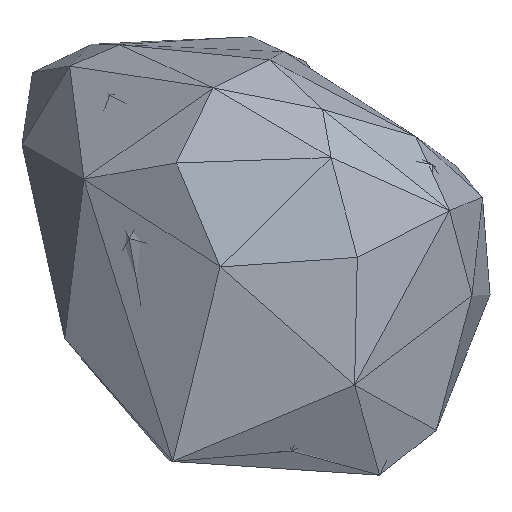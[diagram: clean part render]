
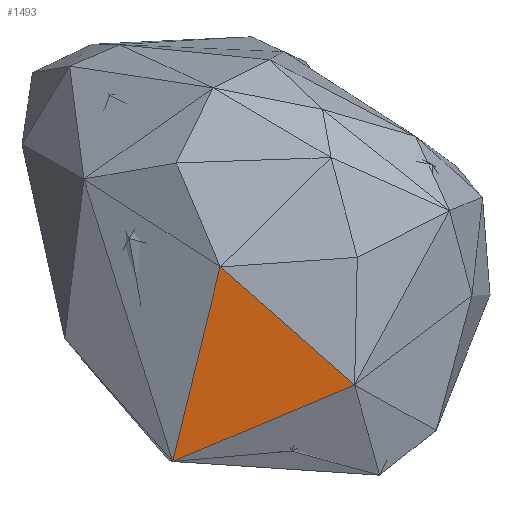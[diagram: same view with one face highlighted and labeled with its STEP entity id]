
A CAD part, left-side view. The second image highlights one B-rep face of the part: STEP entity #1493.
In plain terms, the highlighted planar face has unit normal (-0.988, -0.039, -0.149).
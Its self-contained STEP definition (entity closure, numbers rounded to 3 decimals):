
#71=FACE_OUTER_BOUND('',#192,.T.);
#192=EDGE_LOOP('',(#1102,#1103,#1104));
#359=LINE('',#2339,#555);
#360=LINE('',#2342,#556);
#361=LINE('',#2343,#557);
#555=VECTOR('',#1906,1.);
#556=VECTOR('',#1909,1.);
#557=VECTOR('',#1910,1.);
#698=VERTEX_POINT('',#2335);
#699=VERTEX_POINT('',#2337);
#700=VERTEX_POINT('',#2341);
#829=EDGE_CURVE('',#699,#698,#359,.T.);
#830=EDGE_CURVE('',#699,#700,#360,.T.);
#831=EDGE_CURVE('',#698,#700,#361,.T.);
#1102=ORIENTED_EDGE('',*,*,#830,.T.);
#1103=ORIENTED_EDGE('',*,*,#831,.F.);
#1104=ORIENTED_EDGE('',*,*,#829,.F.);
#1372=PLANE('',#1628);
#1493=ADVANCED_FACE('',(#71),#1372,.T.);
#1628=AXIS2_PLACEMENT_3D('',#2340,#1907,#1908);
#1906=DIRECTION('',(0.128,-0.746,-0.654));
#1907=DIRECTION('center_axis',(-0.988,-0.039,-0.149));
#1908=DIRECTION('ref_axis',(-0.149,0.,0.989));
#1909=DIRECTION('',(0.136,0.234,-0.963));
#1910=DIRECTION('',(0.022,0.921,-0.388));
#2335=CARTESIAN_POINT('',(-109.836,75.601,1043.992));
#2337=CARTESIAN_POINT('',(-118.944,128.702,1090.584));
#2339=CARTESIAN_POINT('',(-118.944,128.702,1090.584));
#2340=CARTESIAN_POINT('Origin',(-109.836,75.601,1043.992));
#2341=CARTESIAN_POINT('',(-108.122,147.406,1013.777));
#2342=CARTESIAN_POINT('',(-118.944,128.702,1090.584));
#2343=CARTESIAN_POINT('',(-109.836,75.601,1043.992));
